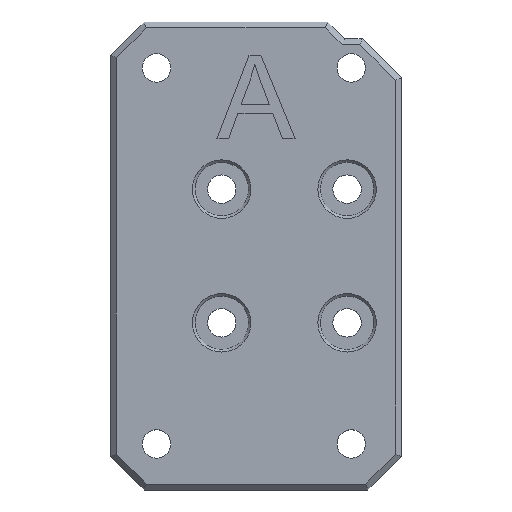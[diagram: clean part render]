
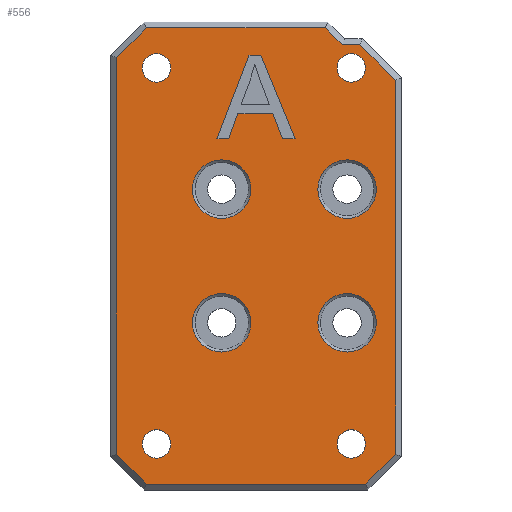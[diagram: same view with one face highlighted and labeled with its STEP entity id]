
A CAD part, top view. The second image highlights one B-rep face of the part: STEP entity #556.
In plain terms, the highlighted planar face has unit normal (0, 0, 1).
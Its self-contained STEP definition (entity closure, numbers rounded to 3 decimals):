
#279=CARTESIAN_POINT('',(-735.521,-142.475,27.5));
#280=DIRECTION('',(0.,0.,1.));
#281=DIRECTION('',(1.,0.,0.));
#282=AXIS2_PLACEMENT_3D('',#279,#280,#281);
#283=PLANE('',#282);
#284=CARTESIAN_POINT('',(121.209,233.621,27.5));
#285=VERTEX_POINT('',#284);
#286=CARTESIAN_POINT('',(119.209,235.621,27.5));
#287=VERTEX_POINT('',#286);
#288=CARTESIAN_POINT('',(121.209,233.621,27.5));
#289=DIRECTION('',(-0.707,0.707,0.));
#290=VECTOR('',#289,2.828);
#291=LINE('',#288,#290);
#292=EDGE_CURVE('',#285,#287,#291,.T.);
#293=ORIENTED_EDGE('',*,*,#292,.T.);
#294=CARTESIAN_POINT('',(97.788,235.621,27.5));
#295=VERTEX_POINT('',#294);
#296=CARTESIAN_POINT('',(119.209,235.621,27.5));
#297=DIRECTION('',(-1.,0.,0.));
#298=VECTOR('',#297,21.42);
#299=LINE('',#296,#298);
#300=EDGE_CURVE('',#287,#295,#299,.T.);
#301=ORIENTED_EDGE('',*,*,#300,.T.);
#302=CARTESIAN_POINT('',(94.199,232.031,27.5));
#303=VERTEX_POINT('',#302);
#304=CARTESIAN_POINT('',(97.788,235.621,27.5));
#305=DIRECTION('',(-0.707,-0.707,0.));
#306=VECTOR('',#305,5.077);
#307=LINE('',#304,#306);
#308=EDGE_CURVE('',#295,#303,#307,.T.);
#309=ORIENTED_EDGE('',*,*,#308,.T.);
#310=CARTESIAN_POINT('',(94.199,184.611,27.5));
#311=VERTEX_POINT('',#310);
#312=CARTESIAN_POINT('',(94.199,232.031,27.5));
#313=DIRECTION('',(0.,-1.,0.));
#314=VECTOR('',#313,47.42);
#315=LINE('',#312,#314);
#316=EDGE_CURVE('',#303,#311,#315,.T.);
#317=ORIENTED_EDGE('',*,*,#316,.T.);
#318=CARTESIAN_POINT('',(97.788,181.021,27.5));
#319=VERTEX_POINT('',#318);
#320=CARTESIAN_POINT('',(94.199,184.611,27.5));
#321=DIRECTION('',(0.707,-0.707,0.));
#322=VECTOR('',#321,5.077);
#323=LINE('',#320,#322);
#324=EDGE_CURVE('',#311,#319,#323,.T.);
#325=ORIENTED_EDGE('',*,*,#324,.T.);
#326=CARTESIAN_POINT('',(124.009,181.021,27.5));
#327=VERTEX_POINT('',#326);
#328=CARTESIAN_POINT('',(97.788,181.021,27.5));
#329=DIRECTION('',(1.,0.,-0.));
#330=VECTOR('',#329,26.22);
#331=LINE('',#328,#330);
#332=EDGE_CURVE('',#319,#327,#331,.T.);
#333=ORIENTED_EDGE('',*,*,#332,.T.);
#334=CARTESIAN_POINT('',(127.599,184.611,27.5));
#335=VERTEX_POINT('',#334);
#336=CARTESIAN_POINT('',(124.009,181.021,27.5));
#337=DIRECTION('',(0.707,0.707,0.));
#338=VECTOR('',#337,5.077);
#339=LINE('',#336,#338);
#340=EDGE_CURVE('',#327,#335,#339,.T.);
#341=ORIENTED_EDGE('',*,*,#340,.T.);
#342=CARTESIAN_POINT('',(127.599,229.331,27.5));
#343=VERTEX_POINT('',#342);
#344=CARTESIAN_POINT('',(127.599,184.611,27.5));
#345=DIRECTION('',(0.,1.,0.));
#346=VECTOR('',#345,44.72);
#347=LINE('',#344,#346);
#348=EDGE_CURVE('',#335,#343,#347,.T.);
#349=ORIENTED_EDGE('',*,*,#348,.T.);
#350=CARTESIAN_POINT('',(123.309,233.621,27.5));
#351=VERTEX_POINT('',#350);
#352=CARTESIAN_POINT('',(127.599,229.331,27.5));
#353=DIRECTION('',(-0.707,0.707,0.));
#354=VECTOR('',#353,6.067);
#355=LINE('',#352,#354);
#356=EDGE_CURVE('',#343,#351,#355,.T.);
#357=ORIENTED_EDGE('',*,*,#356,.T.);
#358=CARTESIAN_POINT('',(123.309,233.621,27.5));
#359=DIRECTION('',(-1.,0.,0.));
#360=VECTOR('',#359,2.1);
#361=LINE('',#358,#360);
#362=EDGE_CURVE('',#351,#285,#361,.T.);
#363=ORIENTED_EDGE('',*,*,#362,.T.);
#364=EDGE_LOOP('',(#293,#301,#309,#317,#325,#333,#341,#349,#357,#363));
#365=FACE_BOUND('',#364,.T.);
#366=CARTESIAN_POINT('',(97.299,230.821,27.5));
#367=VERTEX_POINT('',#366);
#368=CARTESIAN_POINT('',(100.699,230.821,27.5));
#369=VERTEX_POINT('',#368);
#370=CARTESIAN_POINT('',(98.999,230.821,27.5));
#371=DIRECTION('',(0.,0.,1.));
#372=DIRECTION('',(1.,0.,-0.));
#373=AXIS2_PLACEMENT_3D('',#370,#371,#372);
#374=CIRCLE('',#373,1.7);
#375=EDGE_CURVE('',#367,#369,#374,.T.);
#376=ORIENTED_EDGE('',*,*,#375,.F.);
#377=CARTESIAN_POINT('',(98.999,230.821,27.5));
#378=DIRECTION('',(0.,0.,1.));
#379=DIRECTION('',(1.,0.,-0.));
#380=AXIS2_PLACEMENT_3D('',#377,#378,#379);
#381=CIRCLE('',#380,1.7);
#382=EDGE_CURVE('',#369,#367,#381,.T.);
#383=ORIENTED_EDGE('',*,*,#382,.F.);
#384=EDGE_LOOP('',(#376,#383));
#385=FACE_BOUND('',#384,.T.);
#386=CARTESIAN_POINT('',(97.299,185.821,27.5));
#387=VERTEX_POINT('',#386);
#388=CARTESIAN_POINT('',(100.699,185.821,27.5));
#389=VERTEX_POINT('',#388);
#390=CARTESIAN_POINT('',(98.999,185.821,27.5));
#391=DIRECTION('',(0.,0.,1.));
#392=DIRECTION('',(1.,0.,-0.));
#393=AXIS2_PLACEMENT_3D('',#390,#391,#392);
#394=CIRCLE('',#393,1.7);
#395=EDGE_CURVE('',#387,#389,#394,.T.);
#396=ORIENTED_EDGE('',*,*,#395,.F.);
#397=CARTESIAN_POINT('',(98.999,185.821,27.5));
#398=DIRECTION('',(0.,0.,1.));
#399=DIRECTION('',(1.,0.,-0.));
#400=AXIS2_PLACEMENT_3D('',#397,#398,#399);
#401=CIRCLE('',#400,1.7);
#402=EDGE_CURVE('',#389,#387,#401,.T.);
#403=ORIENTED_EDGE('',*,*,#402,.F.);
#404=EDGE_LOOP('',(#396,#403));
#405=FACE_BOUND('',#404,.T.);
#406=CARTESIAN_POINT('',(120.599,185.821,27.5));
#407=VERTEX_POINT('',#406);
#408=CARTESIAN_POINT('',(123.999,185.821,27.5));
#409=VERTEX_POINT('',#408);
#410=CARTESIAN_POINT('',(122.299,185.821,27.5));
#411=DIRECTION('',(0.,0.,1.));
#412=DIRECTION('',(1.,0.,-0.));
#413=AXIS2_PLACEMENT_3D('',#410,#411,#412);
#414=CIRCLE('',#413,1.7);
#415=EDGE_CURVE('',#407,#409,#414,.T.);
#416=ORIENTED_EDGE('',*,*,#415,.F.);
#417=CARTESIAN_POINT('',(122.299,185.821,27.5));
#418=DIRECTION('',(0.,0.,1.));
#419=DIRECTION('',(1.,0.,-0.));
#420=AXIS2_PLACEMENT_3D('',#417,#418,#419);
#421=CIRCLE('',#420,1.7);
#422=EDGE_CURVE('',#409,#407,#421,.T.);
#423=ORIENTED_EDGE('',*,*,#422,.F.);
#424=EDGE_LOOP('',(#416,#423));
#425=FACE_BOUND('',#424,.T.);
#426=CARTESIAN_POINT('',(120.599,230.821,27.5));
#427=VERTEX_POINT('',#426);
#428=CARTESIAN_POINT('',(123.999,230.821,27.5));
#429=VERTEX_POINT('',#428);
#430=CARTESIAN_POINT('',(122.299,230.821,27.5));
#431=DIRECTION('',(0.,0.,1.));
#432=DIRECTION('',(1.,0.,-0.));
#433=AXIS2_PLACEMENT_3D('',#430,#431,#432);
#434=CIRCLE('',#433,1.7);
#435=EDGE_CURVE('',#427,#429,#434,.T.);
#436=ORIENTED_EDGE('',*,*,#435,.F.);
#437=CARTESIAN_POINT('',(122.299,230.821,27.5));
#438=DIRECTION('',(0.,0.,1.));
#439=DIRECTION('',(1.,0.,-0.));
#440=AXIS2_PLACEMENT_3D('',#437,#438,#439);
#441=CIRCLE('',#440,1.7);
#442=EDGE_CURVE('',#429,#427,#441,.T.);
#443=ORIENTED_EDGE('',*,*,#442,.F.);
#444=EDGE_LOOP('',(#436,#443));
#445=FACE_BOUND('',#444,.T.);
#446=CARTESIAN_POINT('',(110.299,200.321,27.5));
#447=VERTEX_POINT('',#446);
#448=CARTESIAN_POINT('',(106.799,200.321,27.5));
#449=DIRECTION('',(-0.,-0.,-1.));
#450=DIRECTION('',(1.,0.,-0.));
#451=AXIS2_PLACEMENT_3D('',#448,#449,#450);
#452=CIRCLE('',#451,3.5);
#453=EDGE_CURVE('',#447,#447,#452,.T.);
#454=ORIENTED_EDGE('',*,*,#453,.T.);
#455=EDGE_LOOP('',(#454));
#456=FACE_BOUND('',#455,.T.);
#457=CARTESIAN_POINT('',(125.299,200.321,27.5));
#458=VERTEX_POINT('',#457);
#459=CARTESIAN_POINT('',(121.799,200.321,27.5));
#460=DIRECTION('',(-0.,-0.,-1.));
#461=DIRECTION('',(1.,0.,-0.));
#462=AXIS2_PLACEMENT_3D('',#459,#460,#461);
#463=CIRCLE('',#462,3.5);
#464=EDGE_CURVE('',#458,#458,#463,.T.);
#465=ORIENTED_EDGE('',*,*,#464,.T.);
#466=EDGE_LOOP('',(#465));
#467=FACE_BOUND('',#466,.T.);
#468=CARTESIAN_POINT('',(125.299,216.321,27.5));
#469=VERTEX_POINT('',#468);
#470=CARTESIAN_POINT('',(121.799,216.321,27.5));
#471=DIRECTION('',(-0.,-0.,-1.));
#472=DIRECTION('',(1.,0.,-0.));
#473=AXIS2_PLACEMENT_3D('',#470,#471,#472);
#474=CIRCLE('',#473,3.5);
#475=EDGE_CURVE('',#469,#469,#474,.T.);
#476=ORIENTED_EDGE('',*,*,#475,.T.);
#477=EDGE_LOOP('',(#476));
#478=FACE_BOUND('',#477,.T.);
#479=CARTESIAN_POINT('',(110.299,216.321,27.5));
#480=VERTEX_POINT('',#479);
#481=CARTESIAN_POINT('',(106.799,216.321,27.5));
#482=DIRECTION('',(-0.,-0.,-1.));
#483=DIRECTION('',(1.,0.,-0.));
#484=AXIS2_PLACEMENT_3D('',#481,#482,#483);
#485=CIRCLE('',#484,3.5);
#486=EDGE_CURVE('',#480,#480,#485,.T.);
#487=ORIENTED_EDGE('',*,*,#486,.T.);
#488=EDGE_LOOP('',(#487));
#489=FACE_BOUND('',#488,.T.);
#490=CARTESIAN_POINT('',(107.627,222.325,27.5));
#491=VERTEX_POINT('',#490);
#492=CARTESIAN_POINT('',(106.222,222.325,27.5));
#493=VERTEX_POINT('',#492);
#494=CARTESIAN_POINT('',(107.627,222.325,27.5));
#495=DIRECTION('',(-1.,0.,0.));
#496=VECTOR('',#495,1.404);
#497=LINE('',#494,#496);
#498=EDGE_CURVE('',#491,#493,#497,.T.);
#499=ORIENTED_EDGE('',*,*,#498,.T.);
#500=CARTESIAN_POINT('',(110.06,232.318,27.5));
#501=VERTEX_POINT('',#500);
#502=CARTESIAN_POINT('',(106.222,222.325,27.5));
#503=DIRECTION('',(0.359,0.934,0.));
#504=VECTOR('',#503,10.705);
#505=LINE('',#502,#504);
#506=EDGE_CURVE('',#493,#501,#505,.T.);
#507=ORIENTED_EDGE('',*,*,#506,.T.);
#508=CARTESIAN_POINT('',(111.485,232.318,27.5));
#509=VERTEX_POINT('',#508);
#510=CARTESIAN_POINT('',(110.06,232.318,27.5));
#511=DIRECTION('',(1.,0.,-0.));
#512=VECTOR('',#511,1.425);
#513=LINE('',#510,#512);
#514=EDGE_CURVE('',#501,#509,#513,.T.);
#515=ORIENTED_EDGE('',*,*,#514,.T.);
#516=CARTESIAN_POINT('',(115.575,222.325,27.5));
#517=VERTEX_POINT('',#516);
#518=CARTESIAN_POINT('',(111.485,232.318,27.5));
#519=DIRECTION('',(0.379,-0.925,0.));
#520=VECTOR('',#519,10.798);
#521=LINE('',#518,#520);
#522=EDGE_CURVE('',#509,#517,#521,.T.);
#523=ORIENTED_EDGE('',*,*,#522,.T.);
#524=CARTESIAN_POINT('',(114.068,222.325,27.5));
#525=VERTEX_POINT('',#524);
#526=CARTESIAN_POINT('',(115.575,222.325,27.5));
#527=DIRECTION('',(-1.,0.,0.));
#528=VECTOR('',#527,1.506);
#529=LINE('',#526,#528);
#530=EDGE_CURVE('',#517,#525,#529,.T.);
#531=ORIENTED_EDGE('',*,*,#530,.T.);
#532=CARTESIAN_POINT('',(112.903,225.351,27.5));
#533=VERTEX_POINT('',#532);
#534=CARTESIAN_POINT('',(114.068,222.325,27.5));
#535=DIRECTION('',(-0.359,0.933,0.));
#536=VECTOR('',#535,3.243);
#537=LINE('',#534,#536);
#538=EDGE_CURVE('',#525,#533,#537,.T.);
#539=ORIENTED_EDGE('',*,*,#538,.T.);
#540=CARTESIAN_POINT('',(108.724,225.351,27.5));
#541=VERTEX_POINT('',#540);
#542=CARTESIAN_POINT('',(112.903,225.351,27.5));
#543=DIRECTION('',(-1.,0.,0.));
#544=VECTOR('',#543,4.179);
#545=LINE('',#542,#544);
#546=EDGE_CURVE('',#533,#541,#545,.T.);
#547=ORIENTED_EDGE('',*,*,#546,.T.);
#548=CARTESIAN_POINT('',(108.724,225.351,27.5));
#549=DIRECTION('',(-0.341,-0.94,0.));
#550=VECTOR('',#549,3.219);
#551=LINE('',#548,#550);
#552=EDGE_CURVE('',#541,#491,#551,.T.);
#553=ORIENTED_EDGE('',*,*,#552,.T.);
#554=EDGE_LOOP('',(#499,#507,#515,#523,#531,#539,#547,#553));
#555=FACE_BOUND('',#554,.T.);
#556=ADVANCED_FACE('',(#365,#385,#405,#425,#445,#456,#467,#478,#489,#555),#283,.T.);
